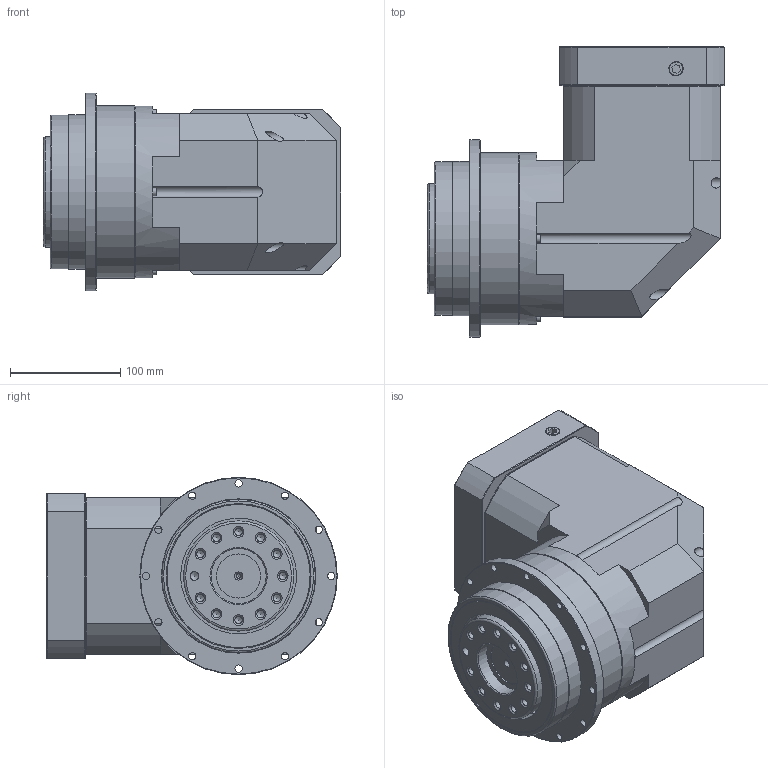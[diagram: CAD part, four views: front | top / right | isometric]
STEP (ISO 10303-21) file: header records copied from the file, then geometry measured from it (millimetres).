
FILE_DESCRIPTION((''),'2;1');
FILE_NAME('KSDL-140-1.stp','2013-09-10T16:03:12',('young'),(''),'Autodesk Inventor 2012','Autodesk Inventor 2012','');
FILE_SCHEMA(('AUTOMOTIVE_DESIGN { 1 0 10303 214 1 1 1 1 }'));
Length unit declared in the file: millimetre
Products named in the file (1): SDL140-1-130M10
Bounding box: 269.5 x 263.5 x 179 mm (x, y, z)
Volume: 4263493.2 mm3; surface area: 597104.3 mm2
Topology: 23 solids, 23 shells, 1615 faces, 4486 edges, 2974 vertices
Faces by surface type: bspline 444, cylinder 423, cone 366, plane 361, torus 21
Full cylindrical faces by diameter (mm): 3.3 x8, 4 x4, 4.2 x1, 5 x8, 6 x7, 6.6 x12, 6.75 x11, 7 x3, 8 x5, 8.5 x15, 9.5 x4, 9.547 x6, 10 x5, 10.5 x4, 11 x1, 11.125 x2, 13 x6, 16 x1, 26 x1, 32 x1, 35 x1, 40 x1, 42 x1, 45 x1, 48.5 x1, 49.8 x1, 50 x2, 55 x1, 62 x1, 68 x1
Entity records: 71972 total; most frequent: CARTESIAN_POINT 35181, ORIENTED_EDGE 8232, DIRECTION 7255, EDGE_CURVE 4116, AXIS2_PLACEMENT_3D 3340, VERTEX_POINT 2889, EDGE_LOOP 2021, CIRCLE 1947
